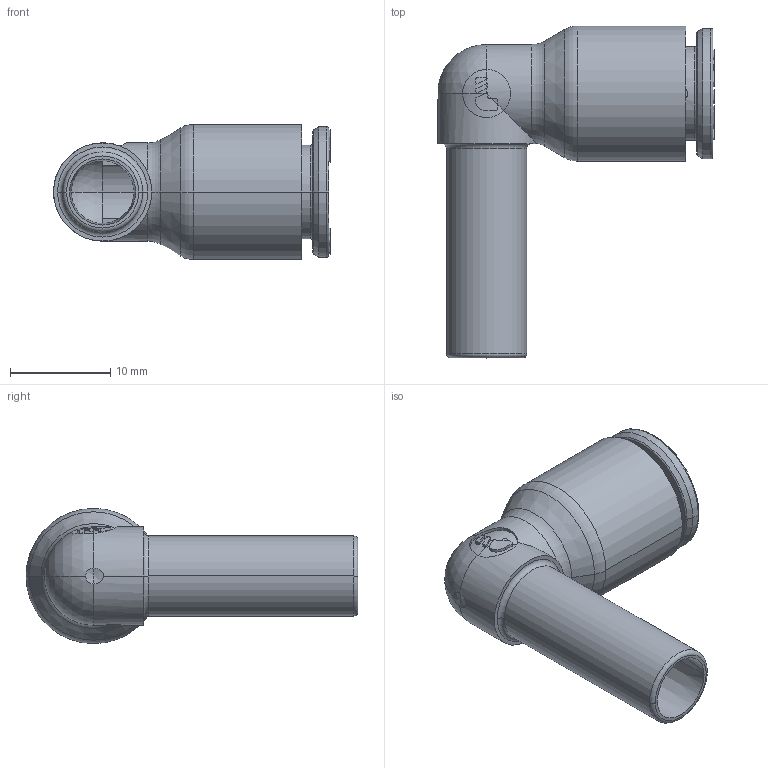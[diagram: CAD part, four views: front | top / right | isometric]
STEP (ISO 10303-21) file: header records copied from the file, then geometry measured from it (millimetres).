
FILE_DESCRIPTION(('STEP AP214'),'1');
FILE_NAME('6882_08_00.stp','2016-07-07T14:49:12',('TraceParts'),('TraceParts S.A.'),'Spatial InterOp 3D',' ',' ');
FILE_SCHEMA(('automotive_design'));
Length unit declared in the file: millimetre
Products named in the file (6): V882-08-00_ASM|Next assembly relationship#44108-19_ASM|Next assembly relationship#44108-30;44108-30; V882-08-00_ASM|Next assembly relationship#44108-19_ASM|Next assembly relationship#44108-32;44108-32; V882-08-00_ASM|Next assembly relationship#44108-19_ASM|Next assembly relationship#44108;44108; V882-08-00_ASM|Next assembly relationship#44108-19_ASM|Next assembly relationship#44108-40;44108-40; V882-08-00_ASM|Next assembly relationship#44518-13;44518-13; V882-08-00_ASM|Next assembly relationship#44108-11-10-ASM;44108-11-10-ASM
Bounding box: 27.65 x 33.15 x 13.5 mm (x, y, z)
Volume: 1957.2 mm3; surface area: 4496.7 mm2
Topology: 6 solids, 6 shells, 723 faces, 1899 edges, 1211 vertices
Faces by surface type: plane 420, cylinder 95, cone 80, torus 59, bspline 56, sphere 13
Entity records: 24901 total; most frequent: CARTESIAN_POINT 7213, ORIENTED_EDGE 3782, DIRECTION 3469, EDGE_CURVE 1891, LINE 1279, VECTOR 1279, VERTEX_POINT 1211, AXIS2_PLACEMENT_3D 1095
